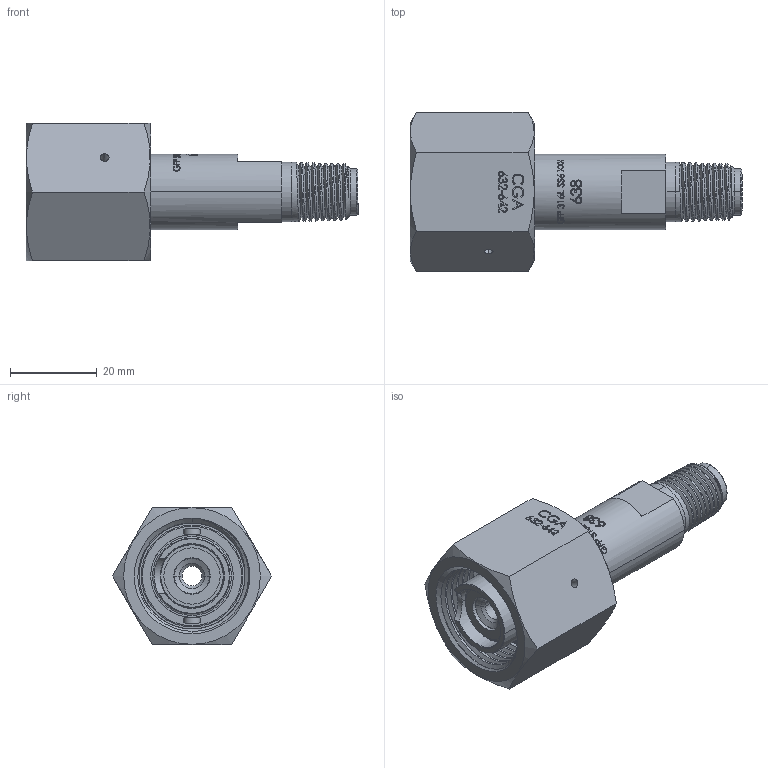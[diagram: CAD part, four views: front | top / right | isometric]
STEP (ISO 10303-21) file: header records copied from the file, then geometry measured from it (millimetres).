
FILE_DESCRIPTION (( 'STEP AP203' ), '1' );
FILE_NAME ('INL-638SS-4M.STEP', '2025-01-24T14:03:12', ( '' ), ( '' ), 'SwSTEP 2.0', 'SolidWorks 2018', '' );
FILE_SCHEMA (( 'CONFIG_CONTROL_DESIGN' ));
Length unit declared in the file: inch
Products named in the file (3): INL-638SS-4M; PRT-000257; PRT-000988
Assembly tree (2 placements, depth 2):
  INL-638SS-4M
    PRT-000257
    PRT-000988
Bounding box: 76.5 x 36.66 x 31.75 mm (x, y, z)
Volume: 27843.6 mm3; surface area: 13353.5 mm2
Topology: 2 solids, 2 shells, 501 faces, 1498 edges, 1045 vertices
Faces by surface type: bspline 227, plane 145, cylinder 73, cone 38, torus 18
Entity records: 40580 total; most frequent: CARTESIAN_POINT 28912, ORIENTED_EDGE 2996, EDGE_CURVE 1498, DIRECTION 1347, VERTEX_POINT 1045, B_SPLINE_CURVE_WITH_KNOTS 902, EDGE_LOOP 553, FACE_OUTER_BOUND 501
